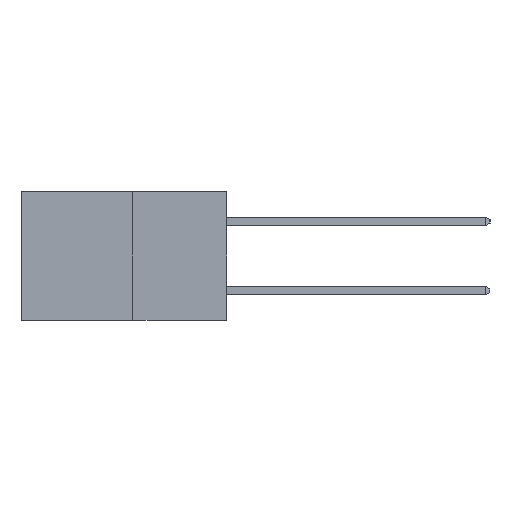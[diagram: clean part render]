
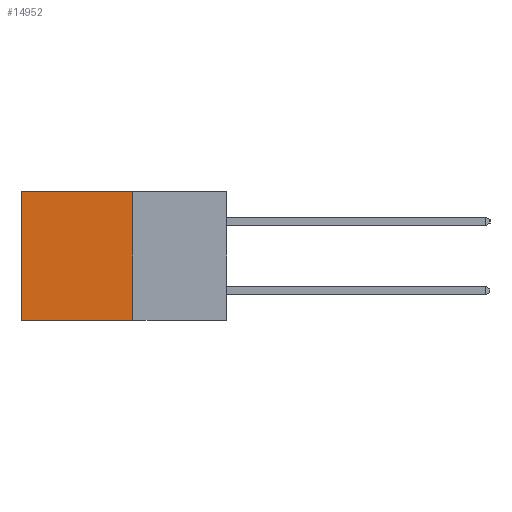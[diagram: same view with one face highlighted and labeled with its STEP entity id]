
A CAD part, left-side view. The second image highlights one B-rep face of the part: STEP entity #14952.
In plain terms, the highlighted planar face has unit normal (-1, 0, 0).
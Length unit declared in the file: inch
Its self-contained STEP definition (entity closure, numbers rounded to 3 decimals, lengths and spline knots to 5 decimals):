
#550 = CARTESIAN_POINT ( 'NONE',  ( 0.277, 0.27, -0.37 ) ) ;
#1139 = AXIS2_PLACEMENT_3D ( 'NONE', #1656, #3257, #14126 ) ;
#1585 = PLANE ( 'NONE',  #1139 ) ;
#1656 = CARTESIAN_POINT ( 'NONE',  ( 0.277, 0.27, -0.37 ) ) ;
#1941 = CARTESIAN_POINT ( 'NONE',  ( 0.277, 0.59, -0.37 ) ) ;
#2157 = ORIENTED_EDGE ( 'NONE', *, *, #9281, .F. ) ;
#3257 = DIRECTION ( 'NONE',  ( 1., 0., 0. ) ) ;
#4105 = VERTEX_POINT ( 'NONE', #1941 ) ;
#4276 = VECTOR ( 'NONE', #16255, 39.37008 ) ;
#4839 = VERTEX_POINT ( 'NONE', #10039 ) ;
#4840 = FACE_OUTER_BOUND ( 'NONE', #8078, .T. ) ;
#5646 = CARTESIAN_POINT ( 'NONE',  ( 0.277, 0.27, -0.37 ) ) ;
#5835 = ORIENTED_EDGE ( 'NONE', *, *, #9809, .T. ) ;
#6330 = ORIENTED_EDGE ( 'NONE', *, *, #17209, .T. ) ;
#7065 = DIRECTION ( 'NONE',  ( 0., 0., -1. ) ) ;
#8078 = EDGE_LOOP ( 'NONE', ( #5835, #10034, #2157, #6330 ) ) ;
#9002 = LINE ( 'NONE', #550, #12178 ) ;
#9281 = EDGE_CURVE ( 'NONE', #13769, #16643, #9002, .T. ) ;
#9809 = EDGE_CURVE ( 'NONE', #4839, #4105, #11198, .T. ) ;
#10034 = ORIENTED_EDGE ( 'NONE', *, *, #10273, .F. ) ;
#10039 = CARTESIAN_POINT ( 'NONE',  ( 0.277, 0.59, 0. ) ) ;
#10273 = EDGE_CURVE ( 'NONE', #16643, #4105, #16159, .T. ) ;
#11198 = LINE ( 'NONE', #16285, #19169 ) ;
#12178 = VECTOR ( 'NONE', #14577, 39.37008 ) ;
#12593 = LINE ( 'NONE', #14731, #4276 ) ;
#13769 = VERTEX_POINT ( 'NONE', #16027 ) ;
#14126 = DIRECTION ( 'NONE',  ( 0., 0., -1. ) ) ;
#14148 = CARTESIAN_POINT ( 'NONE',  ( 0.277, 0.27, -0.37 ) ) ;
#14577 = DIRECTION ( 'NONE',  ( 0., 0., -1. ) ) ;
#14731 = CARTESIAN_POINT ( 'NONE',  ( 0.277, 0.27, 0. ) ) ;
#14952 = ADVANCED_FACE ( 'NONE', ( #4840 ), #1585, .F. ) ;
#15676 = DIRECTION ( 'NONE',  ( 0., 1., 0. ) ) ;
#16027 = CARTESIAN_POINT ( 'NONE',  ( 0.277, 0.27, 0. ) ) ;
#16159 = LINE ( 'NONE', #14148, #19590 ) ;
#16255 = DIRECTION ( 'NONE',  ( 0., 1., 0. ) ) ;
#16285 = CARTESIAN_POINT ( 'NONE',  ( 0.277, 0.59, -0.37 ) ) ;
#16643 = VERTEX_POINT ( 'NONE', #5646 ) ;
#17209 = EDGE_CURVE ( 'NONE', #13769, #4839, #12593, .T. ) ;
#19169 = VECTOR ( 'NONE', #7065, 39.37008 ) ;
#19590 = VECTOR ( 'NONE', #15676, 39.37008 ) ;
